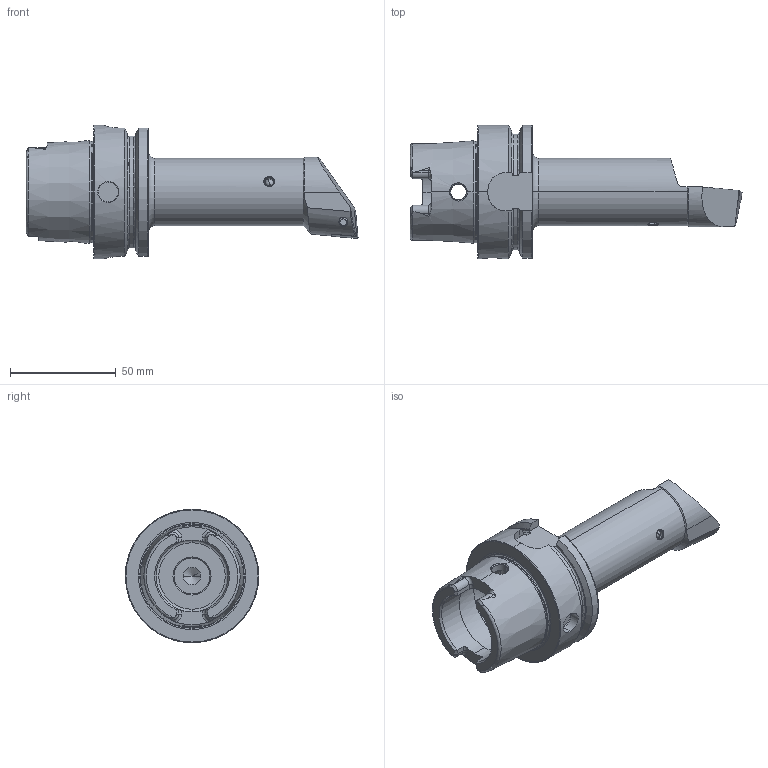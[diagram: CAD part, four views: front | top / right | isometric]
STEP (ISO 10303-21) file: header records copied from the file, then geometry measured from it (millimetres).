
FILE_DESCRIPTION (( 'STEP AP214' ), '1' );
FILE_NAME ('HA6.BCC.RLB.125.STEP', '2020-09-11T06:04:38', ( '' ), ( '' ), 'SwSTEP 2.0', 'SolidWorks 2017', '' );
FILE_SCHEMA (( 'AUTOMOTIVE_DESIGN' ));
Length unit declared in the file: millimetre
Products named in the file (5): HA6-BCC.RLB.125_B; KVT_MB_600_050; WCC-ER2.001.010_A; HA6.BCC.RLB.125; CCMT120404
Assembly tree (4 placements, depth 2):
  HA6.BCC.RLB.125
    HA6-BCC.RLB.125_B
    CCMT120404
    WCC-ER2.001.010_A
    KVT_MB_600_050
Bounding box: 156.86 x 63 x 63 mm (x, y, z)
Volume: 143980.8 mm3; surface area: 34318.2 mm2
Topology: 5 solids, 5 shells, 301 faces, 773 edges, 469 vertices
Faces by surface type: cylinder 90, cone 78, plane 75, torus 39, bspline 17, sphere 2
Entity records: 12130 total; most frequent: CARTESIAN_POINT 3792, ORIENTED_EDGE 1504, DIRECTION 1401, EDGE_CURVE 752, AXIS2_PLACEMENT_3D 559, VERTEX_POINT 466, EDGE_LOOP 318, FACE_OUTER_BOUND 301
